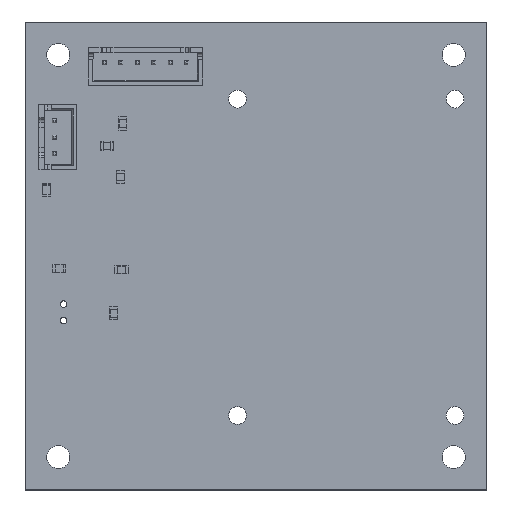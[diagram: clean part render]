
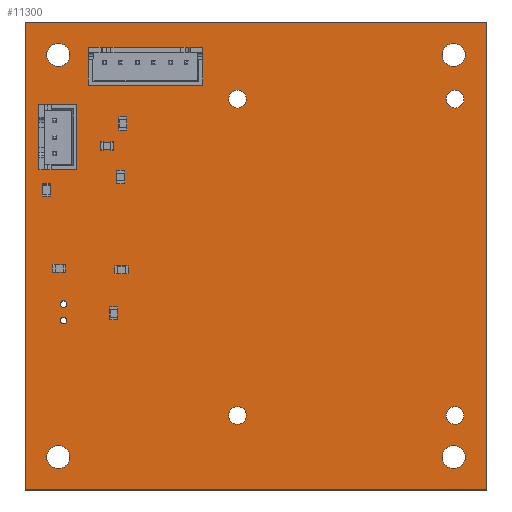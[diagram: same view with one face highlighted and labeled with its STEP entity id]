
A CAD part, top view. The second image highlights one B-rep face of the part: STEP entity #11300.
In plain terms, the highlighted planar face has unit normal (0, 0, 1).
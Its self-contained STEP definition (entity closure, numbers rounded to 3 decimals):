
#10979 = VERTEX_POINT('',#10980);
#10980 = CARTESIAN_POINT('',(200.,-137.,1.6));
#10986 = EDGE_CURVE('',#10979,#10987,#10989,.T.);
#10987 = VERTEX_POINT('',#10988);
#10988 = CARTESIAN_POINT('',(130.,-137.,1.6));
#10989 = LINE('',#10990,#10991);
#10990 = CARTESIAN_POINT('',(200.,-137.,1.6));
#10991 = VECTOR('',#10992,1.);
#10992 = DIRECTION('',(-1.,0.,0.));
#11019 = VERTEX_POINT('',#11020);
#11020 = CARTESIAN_POINT('',(200.,-66.,1.6));
#11026 = EDGE_CURVE('',#11019,#10979,#11027,.T.);
#11027 = LINE('',#11028,#11029);
#11028 = CARTESIAN_POINT('',(200.,-66.,1.6));
#11029 = VECTOR('',#11030,1.);
#11030 = DIRECTION('',(0.,-1.,0.));
#11048 = EDGE_CURVE('',#10987,#11049,#11051,.T.);
#11049 = VERTEX_POINT('',#11050);
#11050 = CARTESIAN_POINT('',(130.,-66.,1.6));
#11051 = LINE('',#11052,#11053);
#11052 = CARTESIAN_POINT('',(130.,-137.,1.6));
#11053 = VECTOR('',#11054,1.);
#11054 = DIRECTION('',(0.,1.,0.));
#11300 = ADVANCED_FACE('',(#11301,#11312,#11323,#11334,#11345,#11356,
    #11367,#11378,#11389,#11400,#11411,#11422,#11433,#11444,#11455,
    #11466,#11477,#11488,#11499,#11510),#11521,.T.);
#11301 = FACE_BOUND('',#11302,.T.);
#11302 = EDGE_LOOP('',(#11303,#11304,#11305,#11311));
#11303 = ORIENTED_EDGE('',*,*,#10986,.F.);
#11304 = ORIENTED_EDGE('',*,*,#11026,.F.);
#11305 = ORIENTED_EDGE('',*,*,#11306,.F.);
#11306 = EDGE_CURVE('',#11049,#11019,#11307,.T.);
#11307 = LINE('',#11308,#11309);
#11308 = CARTESIAN_POINT('',(130.,-66.,1.6));
#11309 = VECTOR('',#11310,1.);
#11310 = DIRECTION('',(1.,0.,0.));
#11311 = ORIENTED_EDGE('',*,*,#11048,.F.);
#11312 = FACE_BOUND('',#11313,.T.);
#11313 = EDGE_LOOP('',(#11314));
#11314 = ORIENTED_EDGE('',*,*,#11315,.F.);
#11315 = EDGE_CURVE('',#11316,#11316,#11318,.T.);
#11316 = VERTEX_POINT('',#11317);
#11317 = CARTESIAN_POINT('',(136.75,-132.,1.6));
#11318 = CIRCLE('',#11319,1.75);
#11319 = AXIS2_PLACEMENT_3D('',#11320,#11321,#11322);
#11320 = CARTESIAN_POINT('',(135.,-132.,1.6));
#11321 = DIRECTION('',(0.,0.,1.));
#11322 = DIRECTION('',(1.,0.,-0.));
#11323 = FACE_BOUND('',#11324,.T.);
#11324 = EDGE_LOOP('',(#11325));
#11325 = ORIENTED_EDGE('',*,*,#11326,.T.);
#11326 = EDGE_CURVE('',#11327,#11327,#11329,.T.);
#11327 = VERTEX_POINT('',#11328);
#11328 = CARTESIAN_POINT('',(162.2,-127.05,1.6));
#11329 = CIRCLE('',#11330,1.35);
#11330 = AXIS2_PLACEMENT_3D('',#11331,#11332,#11333);
#11331 = CARTESIAN_POINT('',(162.2,-125.7,1.6));
#11332 = DIRECTION('',(-0.,0.,-1.));
#11333 = DIRECTION('',(-0.,-1.,0.));
#11334 = FACE_BOUND('',#11335,.T.);
#11335 = EDGE_LOOP('',(#11336));
#11336 = ORIENTED_EDGE('',*,*,#11337,.T.);
#11337 = EDGE_CURVE('',#11338,#11338,#11340,.T.);
#11338 = VERTEX_POINT('',#11339);
#11339 = CARTESIAN_POINT('',(135.8,-111.795,1.6));
#11340 = CIRCLE('',#11341,0.495);
#11341 = AXIS2_PLACEMENT_3D('',#11342,#11343,#11344);
#11342 = CARTESIAN_POINT('',(135.8,-111.3,1.6));
#11343 = DIRECTION('',(-0.,0.,-1.));
#11344 = DIRECTION('',(-0.,-1.,0.));
#11345 = FACE_BOUND('',#11346,.T.);
#11346 = EDGE_LOOP('',(#11347));
#11347 = ORIENTED_EDGE('',*,*,#11348,.T.);
#11348 = EDGE_CURVE('',#11349,#11349,#11351,.T.);
#11349 = VERTEX_POINT('',#11350);
#11350 = CARTESIAN_POINT('',(135.8,-109.295,1.6));
#11351 = CIRCLE('',#11352,0.495);
#11352 = AXIS2_PLACEMENT_3D('',#11353,#11354,#11355);
#11353 = CARTESIAN_POINT('',(135.8,-108.8,1.6));
#11354 = DIRECTION('',(-0.,0.,-1.));
#11355 = DIRECTION('',(-0.,-1.,0.));
#11356 = FACE_BOUND('',#11357,.T.);
#11357 = EDGE_LOOP('',(#11358));
#11358 = ORIENTED_EDGE('',*,*,#11359,.F.);
#11359 = EDGE_CURVE('',#11360,#11360,#11362,.T.);
#11360 = VERTEX_POINT('',#11361);
#11361 = CARTESIAN_POINT('',(196.75,-132.,1.6));
#11362 = CIRCLE('',#11363,1.75);
#11363 = AXIS2_PLACEMENT_3D('',#11364,#11365,#11366);
#11364 = CARTESIAN_POINT('',(195.,-132.,1.6));
#11365 = DIRECTION('',(0.,0.,1.));
#11366 = DIRECTION('',(1.,0.,-0.));
#11367 = FACE_BOUND('',#11368,.T.);
#11368 = EDGE_LOOP('',(#11369));
#11369 = ORIENTED_EDGE('',*,*,#11370,.T.);
#11370 = EDGE_CURVE('',#11371,#11371,#11373,.T.);
#11371 = VERTEX_POINT('',#11372);
#11372 = CARTESIAN_POINT('',(195.2,-127.05,1.6));
#11373 = CIRCLE('',#11374,1.35);
#11374 = AXIS2_PLACEMENT_3D('',#11375,#11376,#11377);
#11375 = CARTESIAN_POINT('',(195.2,-125.7,1.6));
#11376 = DIRECTION('',(-0.,0.,-1.));
#11377 = DIRECTION('',(-0.,-1.,0.));
#11378 = FACE_BOUND('',#11379,.T.);
#11379 = EDGE_LOOP('',(#11380));
#11380 = ORIENTED_EDGE('',*,*,#11381,.T.);
#11381 = EDGE_CURVE('',#11382,#11382,#11384,.T.);
#11382 = VERTEX_POINT('',#11383);
#11383 = CARTESIAN_POINT('',(134.4,-86.475,1.6));
#11384 = CIRCLE('',#11385,0.475);
#11385 = AXIS2_PLACEMENT_3D('',#11386,#11387,#11388);
#11386 = CARTESIAN_POINT('',(134.4,-86.,1.6));
#11387 = DIRECTION('',(-0.,0.,-1.));
#11388 = DIRECTION('',(-0.,-1.,0.));
#11389 = FACE_BOUND('',#11390,.T.);
#11390 = EDGE_LOOP('',(#11391));
#11391 = ORIENTED_EDGE('',*,*,#11392,.T.);
#11392 = EDGE_CURVE('',#11393,#11393,#11395,.T.);
#11393 = VERTEX_POINT('',#11394);
#11394 = CARTESIAN_POINT('',(134.4,-83.975,1.6));
#11395 = CIRCLE('',#11396,0.475);
#11396 = AXIS2_PLACEMENT_3D('',#11397,#11398,#11399);
#11397 = CARTESIAN_POINT('',(134.4,-83.5,1.6));
#11398 = DIRECTION('',(-0.,0.,-1.));
#11399 = DIRECTION('',(-0.,-1.,0.));
#11400 = FACE_BOUND('',#11401,.T.);
#11401 = EDGE_LOOP('',(#11402));
#11402 = ORIENTED_EDGE('',*,*,#11403,.T.);
#11403 = EDGE_CURVE('',#11404,#11404,#11406,.T.);
#11404 = VERTEX_POINT('',#11405);
#11405 = CARTESIAN_POINT('',(134.4,-81.475,1.6));
#11406 = CIRCLE('',#11407,0.475);
#11407 = AXIS2_PLACEMENT_3D('',#11408,#11409,#11410);
#11408 = CARTESIAN_POINT('',(134.4,-81.,1.6));
#11409 = DIRECTION('',(-0.,0.,-1.));
#11410 = DIRECTION('',(-0.,-1.,0.));
#11411 = FACE_BOUND('',#11412,.T.);
#11412 = EDGE_LOOP('',(#11413));
#11413 = ORIENTED_EDGE('',*,*,#11414,.F.);
#11414 = EDGE_CURVE('',#11415,#11415,#11417,.T.);
#11415 = VERTEX_POINT('',#11416);
#11416 = CARTESIAN_POINT('',(136.75,-71.,1.6));
#11417 = CIRCLE('',#11418,1.75);
#11418 = AXIS2_PLACEMENT_3D('',#11419,#11420,#11421);
#11419 = CARTESIAN_POINT('',(135.,-71.,1.6));
#11420 = DIRECTION('',(0.,0.,1.));
#11421 = DIRECTION('',(1.,0.,-0.));
#11422 = FACE_BOUND('',#11423,.T.);
#11423 = EDGE_LOOP('',(#11424));
#11424 = ORIENTED_EDGE('',*,*,#11425,.T.);
#11425 = EDGE_CURVE('',#11426,#11426,#11428,.T.);
#11426 = VERTEX_POINT('',#11427);
#11427 = CARTESIAN_POINT('',(142.,-72.675,1.6));
#11428 = CIRCLE('',#11429,0.475);
#11429 = AXIS2_PLACEMENT_3D('',#11430,#11431,#11432);
#11430 = CARTESIAN_POINT('',(142.,-72.2,1.6));
#11431 = DIRECTION('',(-0.,0.,-1.));
#11432 = DIRECTION('',(-0.,-1.,0.));
#11433 = FACE_BOUND('',#11434,.T.);
#11434 = EDGE_LOOP('',(#11435));
#11435 = ORIENTED_EDGE('',*,*,#11436,.T.);
#11436 = EDGE_CURVE('',#11437,#11437,#11439,.T.);
#11437 = VERTEX_POINT('',#11438);
#11438 = CARTESIAN_POINT('',(144.5,-72.675,1.6));
#11439 = CIRCLE('',#11440,0.475);
#11440 = AXIS2_PLACEMENT_3D('',#11441,#11442,#11443);
#11441 = CARTESIAN_POINT('',(144.5,-72.2,1.6));
#11442 = DIRECTION('',(-0.,0.,-1.));
#11443 = DIRECTION('',(-0.,-1.,0.));
#11444 = FACE_BOUND('',#11445,.T.);
#11445 = EDGE_LOOP('',(#11446));
#11446 = ORIENTED_EDGE('',*,*,#11447,.T.);
#11447 = EDGE_CURVE('',#11448,#11448,#11450,.T.);
#11448 = VERTEX_POINT('',#11449);
#11449 = CARTESIAN_POINT('',(147.,-72.675,1.6));
#11450 = CIRCLE('',#11451,0.475);
#11451 = AXIS2_PLACEMENT_3D('',#11452,#11453,#11454);
#11452 = CARTESIAN_POINT('',(147.,-72.2,1.6));
#11453 = DIRECTION('',(-0.,0.,-1.));
#11454 = DIRECTION('',(-0.,-1.,0.));
#11455 = FACE_BOUND('',#11456,.T.);
#11456 = EDGE_LOOP('',(#11457));
#11457 = ORIENTED_EDGE('',*,*,#11458,.T.);
#11458 = EDGE_CURVE('',#11459,#11459,#11461,.T.);
#11459 = VERTEX_POINT('',#11460);
#11460 = CARTESIAN_POINT('',(162.2,-79.05,1.6));
#11461 = CIRCLE('',#11462,1.35);
#11462 = AXIS2_PLACEMENT_3D('',#11463,#11464,#11465);
#11463 = CARTESIAN_POINT('',(162.2,-77.7,1.6));
#11464 = DIRECTION('',(-0.,0.,-1.));
#11465 = DIRECTION('',(-0.,-1.,0.));
#11466 = FACE_BOUND('',#11467,.T.);
#11467 = EDGE_LOOP('',(#11468));
#11468 = ORIENTED_EDGE('',*,*,#11469,.T.);
#11469 = EDGE_CURVE('',#11470,#11470,#11472,.T.);
#11470 = VERTEX_POINT('',#11471);
#11471 = CARTESIAN_POINT('',(149.5,-72.675,1.6));
#11472 = CIRCLE('',#11473,0.475);
#11473 = AXIS2_PLACEMENT_3D('',#11474,#11475,#11476);
#11474 = CARTESIAN_POINT('',(149.5,-72.2,1.6));
#11475 = DIRECTION('',(-0.,0.,-1.));
#11476 = DIRECTION('',(-0.,-1.,0.));
#11477 = FACE_BOUND('',#11478,.T.);
#11478 = EDGE_LOOP('',(#11479));
#11479 = ORIENTED_EDGE('',*,*,#11480,.T.);
#11480 = EDGE_CURVE('',#11481,#11481,#11483,.T.);
#11481 = VERTEX_POINT('',#11482);
#11482 = CARTESIAN_POINT('',(152.,-72.675,1.6));
#11483 = CIRCLE('',#11484,0.475);
#11484 = AXIS2_PLACEMENT_3D('',#11485,#11486,#11487);
#11485 = CARTESIAN_POINT('',(152.,-72.2,1.6));
#11486 = DIRECTION('',(-0.,0.,-1.));
#11487 = DIRECTION('',(-0.,-1.,0.));
#11488 = FACE_BOUND('',#11489,.T.);
#11489 = EDGE_LOOP('',(#11490));
#11490 = ORIENTED_EDGE('',*,*,#11491,.T.);
#11491 = EDGE_CURVE('',#11492,#11492,#11494,.T.);
#11492 = VERTEX_POINT('',#11493);
#11493 = CARTESIAN_POINT('',(154.5,-72.675,1.6));
#11494 = CIRCLE('',#11495,0.475);
#11495 = AXIS2_PLACEMENT_3D('',#11496,#11497,#11498);
#11496 = CARTESIAN_POINT('',(154.5,-72.2,1.6));
#11497 = DIRECTION('',(-0.,0.,-1.));
#11498 = DIRECTION('',(-0.,-1.,0.));
#11499 = FACE_BOUND('',#11500,.T.);
#11500 = EDGE_LOOP('',(#11501));
#11501 = ORIENTED_EDGE('',*,*,#11502,.T.);
#11502 = EDGE_CURVE('',#11503,#11503,#11505,.T.);
#11503 = VERTEX_POINT('',#11504);
#11504 = CARTESIAN_POINT('',(195.2,-79.05,1.6));
#11505 = CIRCLE('',#11506,1.35);
#11506 = AXIS2_PLACEMENT_3D('',#11507,#11508,#11509);
#11507 = CARTESIAN_POINT('',(195.2,-77.7,1.6));
#11508 = DIRECTION('',(-0.,0.,-1.));
#11509 = DIRECTION('',(-0.,-1.,0.));
#11510 = FACE_BOUND('',#11511,.T.);
#11511 = EDGE_LOOP('',(#11512));
#11512 = ORIENTED_EDGE('',*,*,#11513,.F.);
#11513 = EDGE_CURVE('',#11514,#11514,#11516,.T.);
#11514 = VERTEX_POINT('',#11515);
#11515 = CARTESIAN_POINT('',(196.75,-71.,1.6));
#11516 = CIRCLE('',#11517,1.75);
#11517 = AXIS2_PLACEMENT_3D('',#11518,#11519,#11520);
#11518 = CARTESIAN_POINT('',(195.,-71.,1.6));
#11519 = DIRECTION('',(0.,0.,1.));
#11520 = DIRECTION('',(1.,0.,-0.));
#11521 = PLANE('',#11522);
#11522 = AXIS2_PLACEMENT_3D('',#11523,#11524,#11525);
#11523 = CARTESIAN_POINT('',(0.,0.,1.6));
#11524 = DIRECTION('',(0.,0.,1.));
#11525 = DIRECTION('',(1.,0.,-0.));
